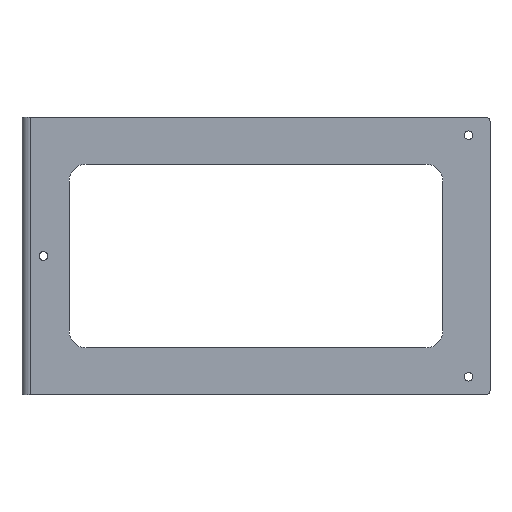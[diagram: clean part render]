
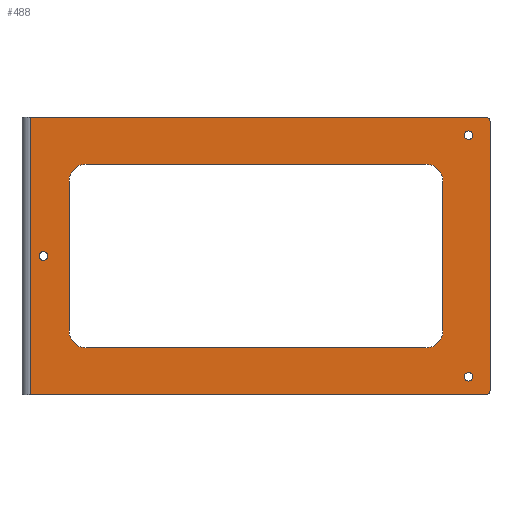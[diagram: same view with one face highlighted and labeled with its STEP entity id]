
A CAD part, front view. The second image highlights one B-rep face of the part: STEP entity #488.
In plain terms, the highlighted planar face has unit normal (0, -1, 0).
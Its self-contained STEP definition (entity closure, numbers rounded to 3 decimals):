
#25=FACE_BOUND('',#97,.T.);
#26=FACE_BOUND('',#98,.T.);
#27=FACE_BOUND('',#99,.T.);
#28=FACE_BOUND('',#100,.T.);
#39=PLANE('',#541);
#64=FACE_OUTER_BOUND('',#96,.T.);
#96=EDGE_LOOP('',(#431,#432,#433,#434,#435,#436));
#97=EDGE_LOOP('',(#437));
#98=EDGE_LOOP('',(#438));
#99=EDGE_LOOP('',(#439));
#100=EDGE_LOOP('',(#440,#441,#442,#443,#444,#445,#446,#447));
#103=LINE('',#696,#143);
#107=LINE('',#709,#147);
#117=LINE('',#734,#157);
#124=LINE('',#753,#164);
#132=LINE('',#789,#172);
#136=LINE('',#798,#176);
#139=LINE('',#806,#179);
#141=LINE('',#812,#181);
#143=VECTOR('',#552,130.);
#147=VECTOR('',#564,213.);
#157=VECTOR('',#584,213.);
#164=VECTOR('',#605,126.);
#172=VECTOR('',#641,159.);
#176=VECTOR('',#651,70.);
#179=VECTOR('',#660,159.);
#181=VECTOR('',#668,70.);
#191=CIRCLE('',#509,2.);
#200=CIRCLE('',#521,2.);
#201=CIRCLE('',#523,8.);
#202=CIRCLE('',#526,8.);
#203=CIRCLE('',#529,8.);
#204=CIRCLE('',#532,8.);
#205=CIRCLE('',#536,2.);
#206=CIRCLE('',#538,2.);
#207=CIRCLE('',#540,2.);
#208=VERTEX_POINT('',#689);
#211=VERTEX_POINT('',#694);
#216=VERTEX_POINT('',#708);
#226=VERTEX_POINT('',#732);
#229=VERTEX_POINT('',#745);
#231=VERTEX_POINT('',#751);
#243=VERTEX_POINT('',#782);
#244=VERTEX_POINT('',#783);
#245=VERTEX_POINT('',#788);
#246=VERTEX_POINT('',#792);
#247=VERTEX_POINT('',#793);
#248=VERTEX_POINT('',#800);
#249=VERTEX_POINT('',#801);
#250=VERTEX_POINT('',#808);
#251=VERTEX_POINT('',#815);
#252=VERTEX_POINT('',#818);
#253=VERTEX_POINT('',#821);
#257=EDGE_CURVE('',#211,#208,#103,.T.);
#263=EDGE_CURVE('',#216,#208,#107,.T.);
#276=EDGE_CURVE('',#211,#226,#117,.T.);
#283=EDGE_CURVE('',#229,#226,#191,.T.);
#286=EDGE_CURVE('',#229,#231,#124,.T.);
#300=EDGE_CURVE('',#216,#231,#200,.T.);
#301=EDGE_CURVE('',#243,#244,#201,.T.);
#304=EDGE_CURVE('',#245,#244,#132,.T.);
#306=EDGE_CURVE('',#246,#247,#202,.T.);
#309=EDGE_CURVE('',#243,#247,#136,.T.);
#310=EDGE_CURVE('',#248,#249,#203,.T.);
#313=EDGE_CURVE('',#246,#249,#139,.T.);
#314=EDGE_CURVE('',#245,#250,#204,.T.);
#316=EDGE_CURVE('',#248,#250,#141,.T.);
#317=EDGE_CURVE('',#251,#251,#205,.T.);
#318=EDGE_CURVE('',#252,#252,#206,.T.);
#319=EDGE_CURVE('',#253,#253,#207,.T.);
#431=ORIENTED_EDGE('',*,*,#257,.F.);
#432=ORIENTED_EDGE('',*,*,#276,.T.);
#433=ORIENTED_EDGE('',*,*,#283,.F.);
#434=ORIENTED_EDGE('',*,*,#286,.T.);
#435=ORIENTED_EDGE('',*,*,#300,.F.);
#436=ORIENTED_EDGE('',*,*,#263,.T.);
#437=ORIENTED_EDGE('',*,*,#317,.T.);
#438=ORIENTED_EDGE('',*,*,#318,.T.);
#439=ORIENTED_EDGE('',*,*,#319,.T.);
#440=ORIENTED_EDGE('',*,*,#309,.T.);
#441=ORIENTED_EDGE('',*,*,#306,.F.);
#442=ORIENTED_EDGE('',*,*,#313,.T.);
#443=ORIENTED_EDGE('',*,*,#310,.F.);
#444=ORIENTED_EDGE('',*,*,#316,.T.);
#445=ORIENTED_EDGE('',*,*,#314,.F.);
#446=ORIENTED_EDGE('',*,*,#304,.T.);
#447=ORIENTED_EDGE('',*,*,#301,.F.);
#488=ADVANCED_FACE('',(#64,#25,#26,#27,#28),#39,.T.);
#509=AXIS2_PLACEMENT_3D('',#747,#599,#600);
#521=AXIS2_PLACEMENT_3D('',#780,#631,#632);
#523=AXIS2_PLACEMENT_3D('',#784,#635,#636);
#526=AXIS2_PLACEMENT_3D('',#794,#645,#646);
#529=AXIS2_PLACEMENT_3D('',#802,#654,#655);
#532=AXIS2_PLACEMENT_3D('',#809,#663,#664);
#536=AXIS2_PLACEMENT_3D('',#816,#673,#674);
#538=AXIS2_PLACEMENT_3D('',#819,#677,#678);
#540=AXIS2_PLACEMENT_3D('',#822,#681,#682);
#541=AXIS2_PLACEMENT_3D('',#823,#683,#684);
#552=DIRECTION('',(0.,0.,1.));
#564=DIRECTION('',(-1.,0.,0.));
#584=DIRECTION('',(1.,0.,0.));
#599=DIRECTION('center_axis',(0.,1.,0.));
#600=DIRECTION('ref_axis',(0.707,0.,-0.707));
#605=DIRECTION('',(0.,0.,1.));
#631=DIRECTION('center_axis',(0.,1.,0.));
#632=DIRECTION('ref_axis',(0.707,0.,0.707));
#635=DIRECTION('center_axis',(0.,-1.,0.));
#636=DIRECTION('ref_axis',(-0.707,0.,-0.707));
#641=DIRECTION('',(-1.,0.,0.));
#645=DIRECTION('center_axis',(0.,-1.,0.));
#646=DIRECTION('ref_axis',(-0.707,0.,0.707));
#651=DIRECTION('',(0.,0.,1.));
#654=DIRECTION('center_axis',(0.,-1.,0.));
#655=DIRECTION('ref_axis',(0.707,0.,0.707));
#660=DIRECTION('',(1.,0.,0.));
#663=DIRECTION('center_axis',(0.,-1.,0.));
#664=DIRECTION('ref_axis',(0.707,0.,-0.707));
#668=DIRECTION('',(0.,0.,-1.));
#673=DIRECTION('center_axis',(0.,1.,0.));
#674=DIRECTION('ref_axis',(-1.,0.,0.));
#677=DIRECTION('center_axis',(0.,1.,0.));
#678=DIRECTION('ref_axis',(-1.,0.,0.));
#681=DIRECTION('center_axis',(0.,1.,0.));
#682=DIRECTION('ref_axis',(-1.,0.,0.));
#683=DIRECTION('center_axis',(0.,-1.,0.));
#684=DIRECTION('ref_axis',(0.,0.,-1.));
#689=CARTESIAN_POINT('',(-105.5,0.,65.));
#694=CARTESIAN_POINT('',(-105.5,0.,-65.));
#696=CARTESIAN_POINT('',(-105.5,0.,0.));
#708=CARTESIAN_POINT('',(107.5,0.,65.));
#709=CARTESIAN_POINT('',(-109.5,0.,65.));
#732=CARTESIAN_POINT('',(107.5,0.,-65.));
#734=CARTESIAN_POINT('',(-109.5,0.,-65.));
#745=CARTESIAN_POINT('',(109.5,0.,-63.));
#747=CARTESIAN_POINT('Origin',(107.5,0.,-63.));
#751=CARTESIAN_POINT('',(109.5,0.,63.));
#753=CARTESIAN_POINT('',(109.5,0.,0.));
#780=CARTESIAN_POINT('Origin',(107.5,0.,63.));
#782=CARTESIAN_POINT('',(-87.5,0.,-35.));
#783=CARTESIAN_POINT('',(-79.5,0.,-43.));
#784=CARTESIAN_POINT('Origin',(-79.5,0.,-35.));
#788=CARTESIAN_POINT('',(79.5,0.,-43.));
#789=CARTESIAN_POINT('',(11.,0.,-43.));
#792=CARTESIAN_POINT('',(-79.5,0.,43.));
#793=CARTESIAN_POINT('',(-87.5,0.,35.));
#794=CARTESIAN_POINT('Origin',(-79.5,0.,35.));
#798=CARTESIAN_POINT('',(-87.5,0.,21.5));
#800=CARTESIAN_POINT('',(87.5,0.,35.));
#801=CARTESIAN_POINT('',(79.5,0.,43.));
#802=CARTESIAN_POINT('Origin',(79.5,0.,35.));
#806=CARTESIAN_POINT('',(98.5,0.,43.));
#808=CARTESIAN_POINT('',(87.5,0.,-35.));
#809=CARTESIAN_POINT('Origin',(79.5,0.,-35.));
#812=CARTESIAN_POINT('',(87.5,0.,-21.5));
#815=CARTESIAN_POINT('',(-97.5,0.,0.));
#816=CARTESIAN_POINT('Origin',(-99.5,0.,0.));
#818=CARTESIAN_POINT('',(101.5,0.,-56.5));
#819=CARTESIAN_POINT('Origin',(99.5,0.,-56.5));
#821=CARTESIAN_POINT('',(101.5,0.,56.5));
#822=CARTESIAN_POINT('Origin',(99.5,0.,56.5));
#823=CARTESIAN_POINT('Origin',(109.5,0.,0.));
